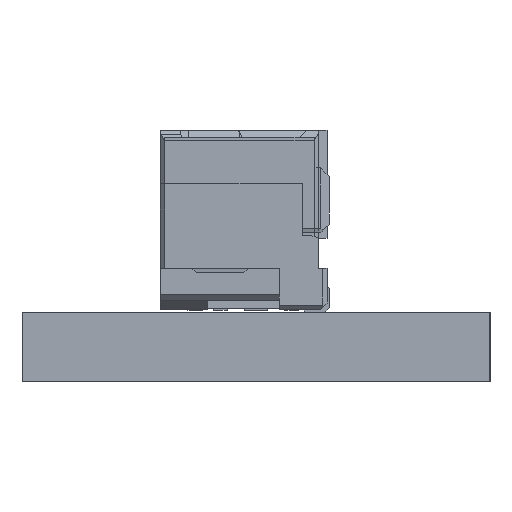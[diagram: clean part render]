
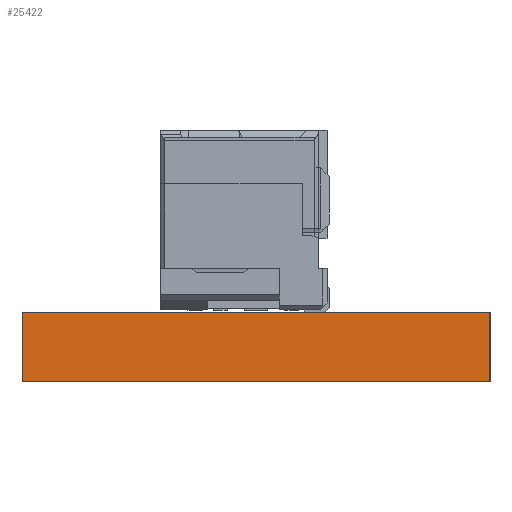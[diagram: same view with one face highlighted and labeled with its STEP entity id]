
A CAD part, left-side view. The second image highlights one B-rep face of the part: STEP entity #25422.
In plain terms, the highlighted planar face has unit normal (-1, 0, 0).
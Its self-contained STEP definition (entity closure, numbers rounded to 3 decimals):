
#25422 = ADVANCED_FACE('',(#25423),#25437,.F.);
#25423 = FACE_BOUND('',#25424,.F.);
#25424 = EDGE_LOOP('',(#25425,#25460,#25488,#25516));
#25425 = ORIENTED_EDGE('',*,*,#25426,.T.);
#25426 = EDGE_CURVE('',#25427,#25429,#25431,.T.);
#25427 = VERTEX_POINT('',#25428);
#25428 = CARTESIAN_POINT('',(-74.783,5.4,0.));
#25429 = VERTEX_POINT('',#25430);
#25430 = CARTESIAN_POINT('',(-74.783,5.4,1.6));
#25431 = SURFACE_CURVE('',#25432,(#25436,#25448),.PCURVE_S1.);
#25432 = LINE('',#25433,#25434);
#25433 = CARTESIAN_POINT('',(-74.783,5.4,0.));
#25434 = VECTOR('',#25435,1.);
#25435 = DIRECTION('',(0.,0.,1.));
#25436 = PCURVE('',#25437,#25442);
#25437 = PLANE('',#25438);
#25438 = AXIS2_PLACEMENT_3D('',#25439,#25440,#25441);
#25439 = CARTESIAN_POINT('',(-74.783,5.4,0.));
#25440 = DIRECTION('',(1.,0.,0.));
#25441 = DIRECTION('',(0.,-1.,0.));
#25442 = DEFINITIONAL_REPRESENTATION('',(#25443),#25447);
#25443 = LINE('',#25444,#25445);
#25444 = CARTESIAN_POINT('',(0.,0.));
#25445 = VECTOR('',#25446,1.);
#25446 = DIRECTION('',(0.,-1.));
#25447 = ( GEOMETRIC_REPRESENTATION_CONTEXT(2) 
PARAMETRIC_REPRESENTATION_CONTEXT() REPRESENTATION_CONTEXT('2D SPACE',''
  ) );
#25448 = PCURVE('',#25449,#25454);
#25449 = PLANE('',#25450);
#25450 = AXIS2_PLACEMENT_3D('',#25451,#25452,#25453);
#25451 = CARTESIAN_POINT('',(74.783,5.4,0.));
#25452 = DIRECTION('',(0.,-1.,0.));
#25453 = DIRECTION('',(-1.,0.,0.));
#25454 = DEFINITIONAL_REPRESENTATION('',(#25455),#25459);
#25455 = LINE('',#25456,#25457);
#25456 = CARTESIAN_POINT('',(149.566,0.));
#25457 = VECTOR('',#25458,1.);
#25458 = DIRECTION('',(0.,-1.));
#25459 = ( GEOMETRIC_REPRESENTATION_CONTEXT(2) 
PARAMETRIC_REPRESENTATION_CONTEXT() REPRESENTATION_CONTEXT('2D SPACE',''
  ) );
#25460 = ORIENTED_EDGE('',*,*,#25461,.T.);
#25461 = EDGE_CURVE('',#25429,#25462,#25464,.T.);
#25462 = VERTEX_POINT('',#25463);
#25463 = CARTESIAN_POINT('',(-74.783,-5.4,1.6));
#25464 = SURFACE_CURVE('',#25465,(#25469,#25476),.PCURVE_S1.);
#25465 = LINE('',#25466,#25467);
#25466 = CARTESIAN_POINT('',(-74.783,5.4,1.6));
#25467 = VECTOR('',#25468,1.);
#25468 = DIRECTION('',(0.,-1.,0.));
#25469 = PCURVE('',#25437,#25470);
#25470 = DEFINITIONAL_REPRESENTATION('',(#25471),#25475);
#25471 = LINE('',#25472,#25473);
#25472 = CARTESIAN_POINT('',(0.,-1.6));
#25473 = VECTOR('',#25474,1.);
#25474 = DIRECTION('',(1.,0.));
#25475 = ( GEOMETRIC_REPRESENTATION_CONTEXT(2) 
PARAMETRIC_REPRESENTATION_CONTEXT() REPRESENTATION_CONTEXT('2D SPACE',''
  ) );
#25476 = PCURVE('',#25477,#25482);
#25477 = PLANE('',#25478);
#25478 = AXIS2_PLACEMENT_3D('',#25479,#25480,#25481);
#25479 = CARTESIAN_POINT('',(0.,0.,1.6));
#25480 = DIRECTION('',(0.,0.,1.));
#25481 = DIRECTION('',(1.,0.,0.));
#25482 = DEFINITIONAL_REPRESENTATION('',(#25483),#25487);
#25483 = LINE('',#25484,#25485);
#25484 = CARTESIAN_POINT('',(-74.783,5.4));
#25485 = VECTOR('',#25486,1.);
#25486 = DIRECTION('',(0.,-1.));
#25487 = ( GEOMETRIC_REPRESENTATION_CONTEXT(2) 
PARAMETRIC_REPRESENTATION_CONTEXT() REPRESENTATION_CONTEXT('2D SPACE',''
  ) );
#25488 = ORIENTED_EDGE('',*,*,#25489,.F.);
#25489 = EDGE_CURVE('',#25490,#25462,#25492,.T.);
#25490 = VERTEX_POINT('',#25491);
#25491 = CARTESIAN_POINT('',(-74.783,-5.4,0.));
#25492 = SURFACE_CURVE('',#25493,(#25497,#25504),.PCURVE_S1.);
#25493 = LINE('',#25494,#25495);
#25494 = CARTESIAN_POINT('',(-74.783,-5.4,0.));
#25495 = VECTOR('',#25496,1.);
#25496 = DIRECTION('',(0.,0.,1.));
#25497 = PCURVE('',#25437,#25498);
#25498 = DEFINITIONAL_REPRESENTATION('',(#25499),#25503);
#25499 = LINE('',#25500,#25501);
#25500 = CARTESIAN_POINT('',(10.8,0.));
#25501 = VECTOR('',#25502,1.);
#25502 = DIRECTION('',(0.,-1.));
#25503 = ( GEOMETRIC_REPRESENTATION_CONTEXT(2) 
PARAMETRIC_REPRESENTATION_CONTEXT() REPRESENTATION_CONTEXT('2D SPACE',''
  ) );
#25504 = PCURVE('',#25505,#25510);
#25505 = PLANE('',#25506);
#25506 = AXIS2_PLACEMENT_3D('',#25507,#25508,#25509);
#25507 = CARTESIAN_POINT('',(-74.783,-5.4,0.));
#25508 = DIRECTION('',(0.,1.,0.));
#25509 = DIRECTION('',(1.,0.,0.));
#25510 = DEFINITIONAL_REPRESENTATION('',(#25511),#25515);
#25511 = LINE('',#25512,#25513);
#25512 = CARTESIAN_POINT('',(0.,0.));
#25513 = VECTOR('',#25514,1.);
#25514 = DIRECTION('',(0.,-1.));
#25515 = ( GEOMETRIC_REPRESENTATION_CONTEXT(2) 
PARAMETRIC_REPRESENTATION_CONTEXT() REPRESENTATION_CONTEXT('2D SPACE',''
  ) );
#25516 = ORIENTED_EDGE('',*,*,#25517,.F.);
#25517 = EDGE_CURVE('',#25427,#25490,#25518,.T.);
#25518 = SURFACE_CURVE('',#25519,(#25523,#25530),.PCURVE_S1.);
#25519 = LINE('',#25520,#25521);
#25520 = CARTESIAN_POINT('',(-74.783,5.4,0.));
#25521 = VECTOR('',#25522,1.);
#25522 = DIRECTION('',(0.,-1.,0.));
#25523 = PCURVE('',#25437,#25524);
#25524 = DEFINITIONAL_REPRESENTATION('',(#25525),#25529);
#25525 = LINE('',#25526,#25527);
#25526 = CARTESIAN_POINT('',(0.,0.));
#25527 = VECTOR('',#25528,1.);
#25528 = DIRECTION('',(1.,0.));
#25529 = ( GEOMETRIC_REPRESENTATION_CONTEXT(2) 
PARAMETRIC_REPRESENTATION_CONTEXT() REPRESENTATION_CONTEXT('2D SPACE',''
  ) );
#25530 = PCURVE('',#25531,#25536);
#25531 = PLANE('',#25532);
#25532 = AXIS2_PLACEMENT_3D('',#25533,#25534,#25535);
#25533 = CARTESIAN_POINT('',(0.,0.,0.));
#25534 = DIRECTION('',(0.,0.,1.));
#25535 = DIRECTION('',(1.,0.,0.));
#25536 = DEFINITIONAL_REPRESENTATION('',(#25537),#25541);
#25537 = LINE('',#25538,#25539);
#25538 = CARTESIAN_POINT('',(-74.783,5.4));
#25539 = VECTOR('',#25540,1.);
#25540 = DIRECTION('',(0.,-1.));
#25541 = ( GEOMETRIC_REPRESENTATION_CONTEXT(2) 
PARAMETRIC_REPRESENTATION_CONTEXT() REPRESENTATION_CONTEXT('2D SPACE',''
  ) );
